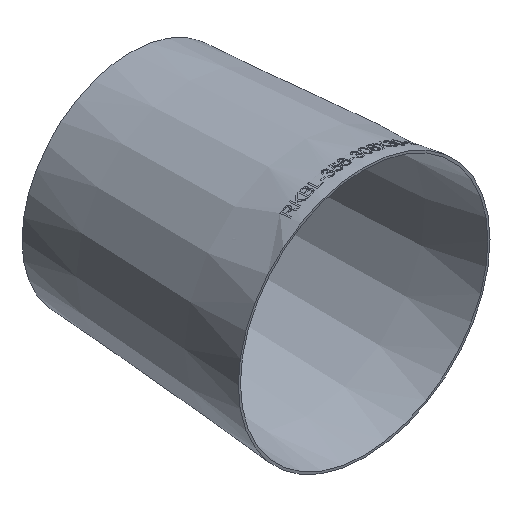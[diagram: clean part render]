
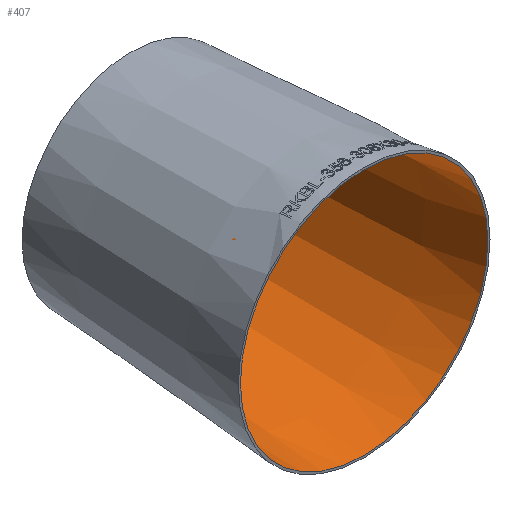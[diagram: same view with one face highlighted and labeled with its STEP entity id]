
A CAD part, isometric view. The second image highlights one B-rep face of the part: STEP entity #407.
In plain terms, the highlighted conical face has half-angle 4.16 degrees and reference radius 174.992 mm.
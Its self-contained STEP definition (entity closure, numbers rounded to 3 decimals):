
#407 = ADVANCED_FACE ( 'NONE', ( #1648, #47231 ), #45084, .F. ) ;
#1169 = ORIENTED_EDGE ( 'NONE', *, *, #7792, .T. ) ;
#1648 = FACE_BOUND ( 'NONE', #7230, .T. ) ;
#3330 = DIRECTION ( 'NONE',  ( 0., 0., -1. ) ) ;
#3393 = CARTESIAN_POINT ( 'NONE',  ( 0., 330., 0. ) ) ;
#3905 = AXIS2_PLACEMENT_3D ( 'NONE', #3393, #48760, #14496 ) ;
#6625 = CIRCLE ( 'NONE', #18632, 174.992 ) ;
#7230 = EDGE_LOOP ( 'NONE', ( #46752 ) ) ;
#7792 = EDGE_CURVE ( 'NONE', #23063, #23063, #6625, .T. ) ;
#8495 = CARTESIAN_POINT ( 'NONE',  ( 0., 0., -174.992 ) ) ;
#12749 = DIRECTION ( 'NONE',  ( 0., 0., -1. ) ) ;
#14496 = DIRECTION ( 'NONE',  ( 0., 0., -1. ) ) ;
#14921 = DIRECTION ( 'NONE',  ( 0., -1., 0. ) ) ;
#18632 = AXIS2_PLACEMENT_3D ( 'NONE', #45892, #14921, #3330 ) ;
#23063 = VERTEX_POINT ( 'NONE', #8495 ) ;
#23347 = AXIS2_PLACEMENT_3D ( 'NONE', #39187, #35629, #12749 ) ;
#23572 = CARTESIAN_POINT ( 'NONE',  ( 0., 330., -150.992 ) ) ;
#24531 = EDGE_LOOP ( 'NONE', ( #1169 ) ) ;
#35629 = DIRECTION ( 'NONE',  ( 0., -1., 0. ) ) ;
#38420 = VERTEX_POINT ( 'NONE', #23572 ) ;
#39187 = CARTESIAN_POINT ( 'NONE',  ( 0., 0., 0. ) ) ;
#39409 = EDGE_CURVE ( 'NONE', #38420, #38420, #42648, .T. ) ;
#42648 = CIRCLE ( 'NONE', #3905, 150.992 ) ;
#45084 = CONICAL_SURFACE ( 'NONE', #23347, 174.992, 0.073 ) ;
#45892 = CARTESIAN_POINT ( 'NONE',  ( 0., 0., 0. ) ) ;
#46752 = ORIENTED_EDGE ( 'NONE', *, *, #39409, .F. ) ;
#47231 = FACE_OUTER_BOUND ( 'NONE', #24531, .T. ) ;
#48760 = DIRECTION ( 'NONE',  ( 0., -1., 0. ) ) ;
